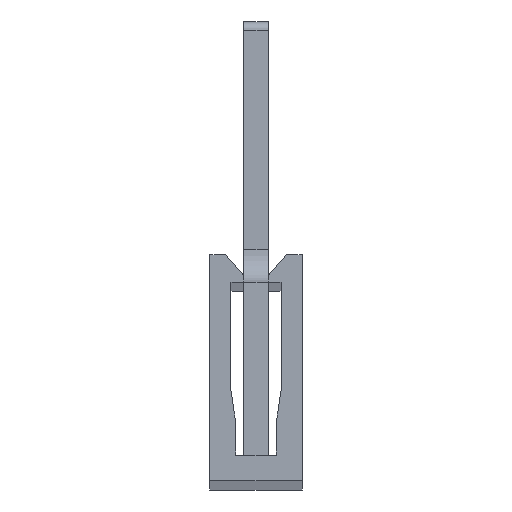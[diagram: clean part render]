
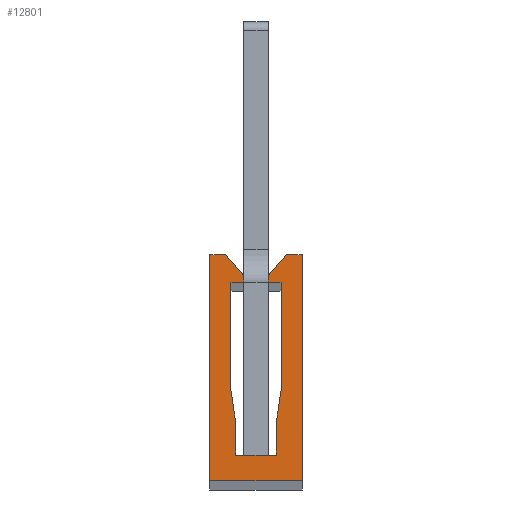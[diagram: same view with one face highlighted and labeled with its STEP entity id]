
A CAD part, top view. The second image highlights one B-rep face of the part: STEP entity #12801.
In plain terms, the highlighted planar face has unit normal (0, 0, 1).
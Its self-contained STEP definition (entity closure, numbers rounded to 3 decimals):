
#10917=DIRECTION('',(-1.,0.,0.));
#10918=VECTOR('',#10917,0.951);
#10919=CARTESIAN_POINT('',(0.94,14.522,642.5));
#10920=LINE('',#10919,#10918);
#11057=DIRECTION('',(1.,0.,0.));
#11058=VECTOR('',#11057,5.7);
#11059=CARTESIAN_POINT('',(-0.011,0.522,642.5));
#11060=LINE('',#11059,#11058);
#11071=DIRECTION('',(0.,-1.,0.));
#11072=VECTOR('',#11071,14.);
#11073=CARTESIAN_POINT('',(-0.011,14.522,642.5));
#11074=LINE('',#11073,#11072);
#11085=DIRECTION('',(0.662,-0.749,0.));
#11086=VECTOR('',#11085,1.735);
#11087=CARTESIAN_POINT('',(0.94,14.522,642.5));
#11088=LINE('',#11087,#11086);
#11092=DIRECTION('',(0.146,-0.989,0.));
#11093=VECTOR('',#11092,2.049);
#11094=CARTESIAN_POINT('',(1.289,6.122,642.5));
#11095=LINE('',#11094,#11093);
#11099=DIRECTION('',(0.146,0.989,0.));
#11100=VECTOR('',#11099,2.049);
#11101=CARTESIAN_POINT('',(4.089,4.095,642.5));
#11102=LINE('',#11101,#11100);
#11106=DIRECTION('',(0.662,0.749,0.));
#11107=VECTOR('',#11106,1.735);
#11108=CARTESIAN_POINT('',(3.589,13.222,642.5));
#11109=LINE('',#11108,#11107);
#11120=DIRECTION('',(0.,1.,0.));
#11121=VECTOR('',#11120,0.4);
#11122=CARTESIAN_POINT('',(2.089,12.822,642.5));
#11123=LINE('',#11122,#11121);
#11134=DIRECTION('',(1.,0.,0.));
#11135=VECTOR('',#11134,0.8);
#11136=CARTESIAN_POINT('',(1.289,12.822,642.5));
#11137=LINE('',#11136,#11135);
#11148=DIRECTION('',(0.,1.,0.));
#11149=VECTOR('',#11148,6.7);
#11150=CARTESIAN_POINT('',(1.289,6.122,642.5));
#11151=LINE('',#11150,#11149);
#11169=DIRECTION('',(0.,1.,0.));
#11170=VECTOR('',#11169,1.973);
#11171=CARTESIAN_POINT('',(1.589,2.122,642.5));
#11172=LINE('',#11171,#11170);
#11183=DIRECTION('',(-1.,0.,0.));
#11184=VECTOR('',#11183,2.5);
#11185=CARTESIAN_POINT('',(4.089,2.122,642.5));
#11186=LINE('',#11185,#11184);
#11197=DIRECTION('',(0.,-1.,0.));
#11198=VECTOR('',#11197,1.973);
#11199=CARTESIAN_POINT('',(4.089,4.095,642.5));
#11200=LINE('',#11199,#11198);
#11218=DIRECTION('',(0.,-1.,0.));
#11219=VECTOR('',#11218,6.7);
#11220=CARTESIAN_POINT('',(4.389,12.822,642.5));
#11221=LINE('',#11220,#11219);
#11232=DIRECTION('',(1.,0.,0.));
#11233=VECTOR('',#11232,0.8);
#11234=CARTESIAN_POINT('',(3.589,12.822,642.5));
#11235=LINE('',#11234,#11233);
#11246=DIRECTION('',(0.,-1.,0.));
#11247=VECTOR('',#11246,0.4);
#11248=CARTESIAN_POINT('',(3.589,13.222,642.5));
#11249=LINE('',#11248,#11247);
#11267=DIRECTION('',(-1.,0.,0.));
#11268=VECTOR('',#11267,0.951);
#11269=CARTESIAN_POINT('',(5.689,14.522,642.5));
#11270=LINE('',#11269,#11268);
#11281=DIRECTION('',(0.,1.,0.));
#11282=VECTOR('',#11281,14.);
#11283=CARTESIAN_POINT('',(5.689,0.522,642.5));
#11284=LINE('',#11283,#11282);
#12395=CARTESIAN_POINT('',(0.94,14.522,642.5));
#12396=VERTEX_POINT('',#12395);
#12397=CARTESIAN_POINT('',(-0.011,14.522,642.5));
#12398=VERTEX_POINT('',#12397);
#12431=CARTESIAN_POINT('',(-0.011,0.522,642.5));
#12432=VERTEX_POINT('',#12431);
#12433=CARTESIAN_POINT('',(5.689,0.522,642.5));
#12434=VERTEX_POINT('',#12433);
#12435=CARTESIAN_POINT('',(2.089,13.222,642.5));
#12436=VERTEX_POINT('',#12435);
#12437=CARTESIAN_POINT('',(2.089,12.822,642.5));
#12438=VERTEX_POINT('',#12437);
#12439=CARTESIAN_POINT('',(1.289,12.822,642.5));
#12440=VERTEX_POINT('',#12439);
#12441=CARTESIAN_POINT('',(1.289,6.122,642.5));
#12442=VERTEX_POINT('',#12441);
#12443=CARTESIAN_POINT('',(1.589,4.095,642.5));
#12444=VERTEX_POINT('',#12443);
#12445=CARTESIAN_POINT('',(1.589,2.122,642.5));
#12446=VERTEX_POINT('',#12445);
#12447=CARTESIAN_POINT('',(4.089,2.122,642.5));
#12448=VERTEX_POINT('',#12447);
#12449=CARTESIAN_POINT('',(4.089,4.095,642.5));
#12450=VERTEX_POINT('',#12449);
#12451=CARTESIAN_POINT('',(4.389,6.122,642.5));
#12452=VERTEX_POINT('',#12451);
#12453=CARTESIAN_POINT('',(4.389,12.822,642.5));
#12454=VERTEX_POINT('',#12453);
#12455=CARTESIAN_POINT('',(3.589,12.822,642.5));
#12456=VERTEX_POINT('',#12455);
#12457=CARTESIAN_POINT('',(3.589,13.222,642.5));
#12458=VERTEX_POINT('',#12457);
#12459=CARTESIAN_POINT('',(4.738,14.522,642.5));
#12460=VERTEX_POINT('',#12459);
#12461=CARTESIAN_POINT('',(5.689,14.522,642.5));
#12462=VERTEX_POINT('',#12461);
#12761=CARTESIAN_POINT('',(0.,0.,642.5));
#12762=DIRECTION('',(0.,0.,-1.));
#12763=DIRECTION('',(-1.,0.,0.));
#12764=AXIS2_PLACEMENT_3D('',#12761,#12762,#12763);
#12765=PLANE('',#12764);
#12766=ORIENTED_EDGE('',*,*,#12727,.F.);
#12767=ORIENTED_EDGE('',*,*,#12748,.F.);
#12768=ORIENTED_EDGE('',*,*,#12655,.F.);
#12770=ORIENTED_EDGE('',*,*,#12769,.T.);
#12772=ORIENTED_EDGE('',*,*,#12771,.F.);
#12774=ORIENTED_EDGE('',*,*,#12773,.F.);
#12776=ORIENTED_EDGE('',*,*,#12775,.F.);
#12778=ORIENTED_EDGE('',*,*,#12777,.T.);
#12780=ORIENTED_EDGE('',*,*,#12779,.F.);
#12782=ORIENTED_EDGE('',*,*,#12781,.F.);
#12784=ORIENTED_EDGE('',*,*,#12783,.F.);
#12786=ORIENTED_EDGE('',*,*,#12785,.T.);
#12788=ORIENTED_EDGE('',*,*,#12787,.F.);
#12790=ORIENTED_EDGE('',*,*,#12789,.F.);
#12792=ORIENTED_EDGE('',*,*,#12791,.F.);
#12794=ORIENTED_EDGE('',*,*,#12793,.T.);
#12796=ORIENTED_EDGE('',*,*,#12795,.F.);
#12798=ORIENTED_EDGE('',*,*,#12797,.F.);
#12799=EDGE_LOOP('',(#12766,#12767,#12768,#12770,#12772,#12774,#12776,#12778,
#12780,#12782,#12784,#12786,#12788,#12790,#12792,#12794,#12796,#12798));
#12800=FACE_OUTER_BOUND('',#12799,.F.);
#12655=EDGE_CURVE('',#12396,#12398,#10920,.T.);
#12727=EDGE_CURVE('',#12432,#12434,#11060,.T.);
#12748=EDGE_CURVE('',#12398,#12432,#11074,.T.);
#12769=EDGE_CURVE('',#12396,#12436,#11088,.T.);
#12771=EDGE_CURVE('',#12438,#12436,#11123,.T.);
#12773=EDGE_CURVE('',#12440,#12438,#11137,.T.);
#12775=EDGE_CURVE('',#12442,#12440,#11151,.T.);
#12777=EDGE_CURVE('',#12442,#12444,#11095,.T.);
#12779=EDGE_CURVE('',#12446,#12444,#11172,.T.);
#12781=EDGE_CURVE('',#12448,#12446,#11186,.T.);
#12783=EDGE_CURVE('',#12450,#12448,#11200,.T.);
#12785=EDGE_CURVE('',#12450,#12452,#11102,.T.);
#12787=EDGE_CURVE('',#12454,#12452,#11221,.T.);
#12789=EDGE_CURVE('',#12456,#12454,#11235,.T.);
#12791=EDGE_CURVE('',#12458,#12456,#11249,.T.);
#12793=EDGE_CURVE('',#12458,#12460,#11109,.T.);
#12795=EDGE_CURVE('',#12462,#12460,#11270,.T.);
#12797=EDGE_CURVE('',#12434,#12462,#11284,.T.);
#12801=ADVANCED_FACE('',(#12800),#12765,.F.);
